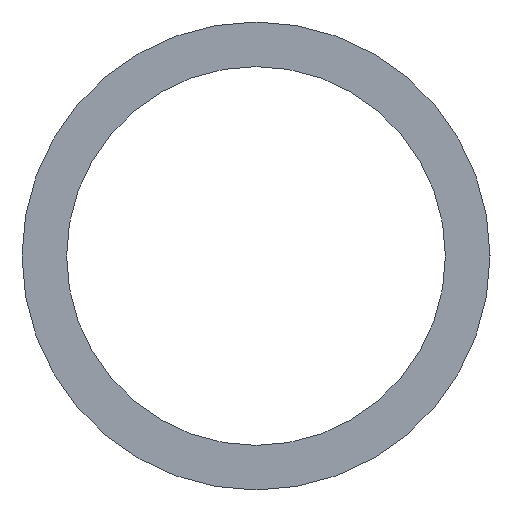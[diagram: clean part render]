
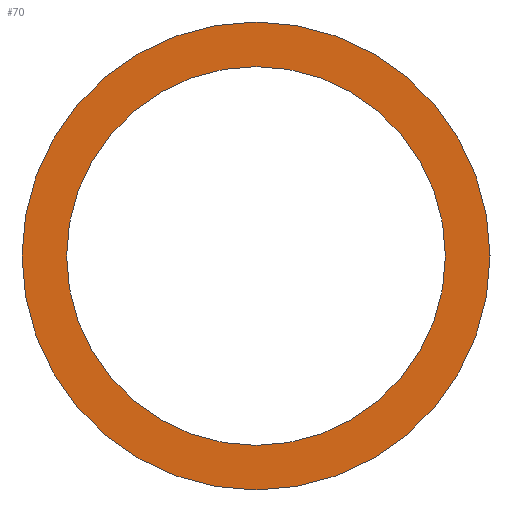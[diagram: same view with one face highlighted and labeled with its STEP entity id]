
A CAD part, left-side view. The second image highlights one B-rep face of the part: STEP entity #70.
In plain terms, the highlighted planar face has unit normal (-1, 0, 0).
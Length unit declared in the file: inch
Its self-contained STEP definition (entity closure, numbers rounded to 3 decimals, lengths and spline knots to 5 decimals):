
#6 = DIRECTION ( 'NONE',  ( 0., 0., -1. ) ) ;
#8 = DIRECTION ( 'NONE',  ( 1., 0., 0. ) ) ;
#11 = FACE_BOUND ( 'NONE', #172, .T. ) ;
#26 = DIRECTION ( 'NONE',  ( 0., 0., -1. ) ) ;
#32 = ORIENTED_EDGE ( 'NONE', *, *, #140, .T. ) ;
#34 = EDGE_LOOP ( 'NONE', ( #133, #147 ) ) ;
#36 = AXIS2_PLACEMENT_3D ( 'NONE', #180, #111, #6 ) ;
#49 = AXIS2_PLACEMENT_3D ( 'NONE', #165, #97, #26 ) ;
#51 = EDGE_CURVE ( 'NONE', #187, #52, #174, .T. ) ;
#52 = VERTEX_POINT ( 'NONE', #135 ) ;
#58 = CARTESIAN_POINT ( 'NONE',  ( -25.375, 0., -0.525 ) ) ;
#59 = DIRECTION ( 'NONE',  ( 1., 0., 0. ) ) ;
#60 = ORIENTED_EDGE ( 'NONE', *, *, #86, .T. ) ;
#70 = ADVANCED_FACE ( 'NONE', ( #83, #11 ), #170, .F. ) ;
#81 = DIRECTION ( 'NONE',  ( 1., 0., 0. ) ) ;
#82 = CARTESIAN_POINT ( 'NONE',  ( -25.375, 0., 0. ) ) ;
#83 = FACE_OUTER_BOUND ( 'NONE', #34, .T. ) ;
#85 = VERTEX_POINT ( 'NONE', #150 ) ;
#86 = EDGE_CURVE ( 'NONE', #85, #166, #189, .T. ) ;
#97 = DIRECTION ( 'NONE',  ( 1., 0., 0. ) ) ;
#102 = AXIS2_PLACEMENT_3D ( 'NONE', #82, #8, #167 ) ;
#107 = AXIS2_PLACEMENT_3D ( 'NONE', #132, #59, #213 ) ;
#111 = DIRECTION ( 'NONE',  ( 1., 0., 0. ) ) ;
#112 = CARTESIAN_POINT ( 'NONE',  ( -25.375, 0., -0.425 ) ) ;
#129 = EDGE_CURVE ( 'NONE', #52, #187, #163, .T. ) ;
#132 = CARTESIAN_POINT ( 'NONE',  ( -25.375, 0., 0. ) ) ;
#133 = ORIENTED_EDGE ( 'NONE', *, *, #129, .F. ) ;
#135 = CARTESIAN_POINT ( 'NONE',  ( -25.375, 0., 0.525 ) ) ;
#140 = EDGE_CURVE ( 'NONE', #166, #85, #175, .T. ) ;
#147 = ORIENTED_EDGE ( 'NONE', *, *, #51, .F. ) ;
#148 = CARTESIAN_POINT ( 'NONE',  ( -25.375, 0., 0. ) ) ;
#150 = CARTESIAN_POINT ( 'NONE',  ( -25.375, 0., 0.425 ) ) ;
#154 = AXIS2_PLACEMENT_3D ( 'NONE', #148, #81, #203 ) ;
#163 = CIRCLE ( 'NONE', #36, 0.525 ) ;
#165 = CARTESIAN_POINT ( 'NONE',  ( -25.375, 0., 0. ) ) ;
#166 = VERTEX_POINT ( 'NONE', #112 ) ;
#167 = DIRECTION ( 'NONE',  ( 0., 0., -1. ) ) ;
#170 = PLANE ( 'NONE',  #107 ) ;
#172 = EDGE_LOOP ( 'NONE', ( #60, #32 ) ) ;
#174 = CIRCLE ( 'NONE', #154, 0.525 ) ;
#175 = CIRCLE ( 'NONE', #49, 0.425 ) ;
#180 = CARTESIAN_POINT ( 'NONE',  ( -25.375, 0., 0. ) ) ;
#187 = VERTEX_POINT ( 'NONE', #58 ) ;
#189 = CIRCLE ( 'NONE', #102, 0.425 ) ;
#203 = DIRECTION ( 'NONE',  ( 0., 0., -1. ) ) ;
#213 = DIRECTION ( 'NONE',  ( 0., 0., -1. ) ) ;
